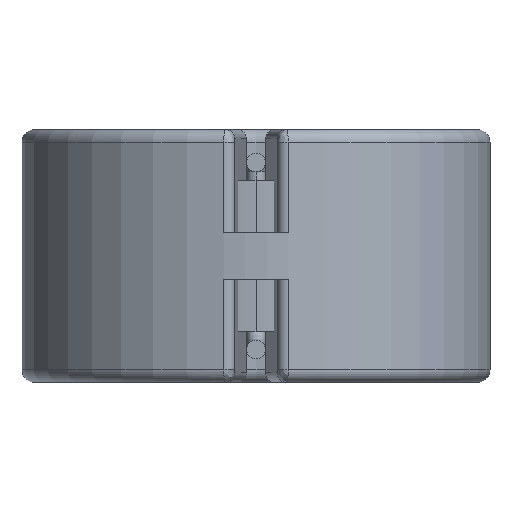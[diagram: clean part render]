
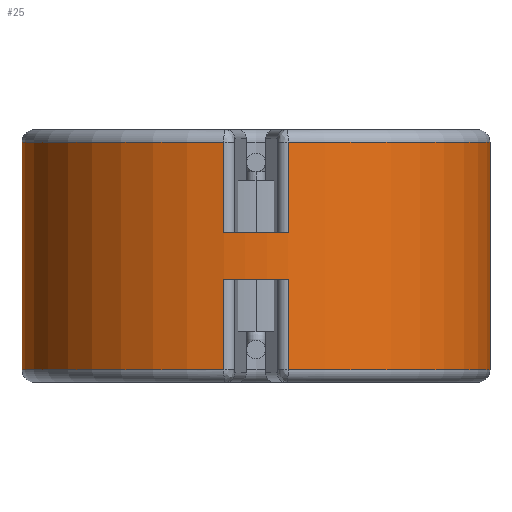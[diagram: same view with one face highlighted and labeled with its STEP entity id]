
A CAD part, front view. The second image highlights one B-rep face of the part: STEP entity #25.
In plain terms, the highlighted cylindrical face has radius 15 mm (diameter 30 mm), a partial arc.
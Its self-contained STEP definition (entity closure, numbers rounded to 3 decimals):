
#22 = DIRECTION ( 'NONE',  ( 0., 0., -1. ) ) ;
#25 = ADVANCED_FACE ( 'NONE', ( #3750 ), #3641, .T. ) ;
#37 = CIRCLE ( 'NONE', #2256, 15. ) ;
#50 = AXIS2_PLACEMENT_3D ( 'NONE', #2986, #22, #3283 ) ;
#69 = DIRECTION ( 'NONE',  ( 0., 0., -1. ) ) ;
#83 = DIRECTION ( 'NONE',  ( -1., 0., 0. ) ) ;
#95 = VERTEX_POINT ( 'NONE', #3361 ) ;
#124 = LINE ( 'NONE', #3876, #1625 ) ;
#140 = VERTEX_POINT ( 'NONE', #1966 ) ;
#141 = CIRCLE ( 'NONE', #3275, 15. ) ;
#240 = ORIENTED_EDGE ( 'NONE', *, *, #2842, .T. ) ;
#251 = DIRECTION ( 'NONE',  ( 0., 0., 1. ) ) ;
#335 = AXIS2_PLACEMENT_3D ( 'NONE', #910, #3232, #1230 ) ;
#341 = CARTESIAN_POINT ( 'NONE',  ( 0., 0., 1.5 ) ) ;
#343 = LINE ( 'NONE', #3682, #1074 ) ;
#568 = VERTEX_POINT ( 'NONE', #3515 ) ;
#620 = VERTEX_POINT ( 'NONE', #1247 ) ;
#638 = DIRECTION ( 'NONE',  ( 0., 0., 1. ) ) ;
#836 = CIRCLE ( 'NONE', #335, 15. ) ;
#892 = DIRECTION ( 'NONE',  ( 0., 0., 1. ) ) ;
#910 = CARTESIAN_POINT ( 'NONE',  ( 0., 0., 7.3 ) ) ;
#915 = VECTOR ( 'NONE', #1468, 1000. ) ;
#1040 = VECTOR ( 'NONE', #2117, 1000. ) ;
#1074 = VECTOR ( 'NONE', #69, 1000. ) ;
#1196 = DIRECTION ( 'NONE',  ( 1., 0., 0. ) ) ;
#1198 = CIRCLE ( 'NONE', #3962, 15. ) ;
#1225 = VERTEX_POINT ( 'NONE', #3062 ) ;
#1230 = DIRECTION ( 'NONE',  ( 1., 0., 0. ) ) ;
#1238 = LINE ( 'NONE', #2336, #3384 ) ;
#1247 = CARTESIAN_POINT ( 'NONE',  ( 2.066, -14.857, 1.5 ) ) ;
#1296 = DIRECTION ( 'NONE',  ( 0., 0., -1. ) ) ;
#1362 = VERTEX_POINT ( 'NONE', #2118 ) ;
#1399 = CARTESIAN_POINT ( 'NONE',  ( 0., 0., -7.3 ) ) ;
#1468 = DIRECTION ( 'NONE',  ( 0., 0., 1. ) ) ;
#1625 = VECTOR ( 'NONE', #4219, 1000. ) ;
#1671 = ORIENTED_EDGE ( 'NONE', *, *, #3937, .T. ) ;
#1794 = ORIENTED_EDGE ( 'NONE', *, *, #4234, .T. ) ;
#1841 = VERTEX_POINT ( 'NONE', #2727 ) ;
#1960 = DIRECTION ( 'NONE',  ( 0., 0., 1. ) ) ;
#1966 = CARTESIAN_POINT ( 'NONE',  ( -2.066, -14.857, 7.3 ) ) ;
#2044 = AXIS2_PLACEMENT_3D ( 'NONE', #2622, #2703, #83 ) ;
#2098 = ORIENTED_EDGE ( 'NONE', *, *, #2384, .F. ) ;
#2117 = DIRECTION ( 'NONE',  ( 0., 0., -1. ) ) ;
#2118 = CARTESIAN_POINT ( 'NONE',  ( 2.066, -14.857, -7.3 ) ) ;
#2120 = EDGE_CURVE ( 'NONE', #568, #620, #1198, .T. ) ;
#2224 = VERTEX_POINT ( 'NONE', #3970 ) ;
#2256 = AXIS2_PLACEMENT_3D ( 'NONE', #3847, #251, #1196 ) ;
#2297 = ORIENTED_EDGE ( 'NONE', *, *, #3152, .T. ) ;
#2306 = AXIS2_PLACEMENT_3D ( 'NONE', #2657, #638, #3333 ) ;
#2319 = ORIENTED_EDGE ( 'NONE', *, *, #4081, .T. ) ;
#2327 = ORIENTED_EDGE ( 'NONE', *, *, #3282, .T. ) ;
#2336 = CARTESIAN_POINT ( 'NONE',  ( -15., 0., 1.5 ) ) ;
#2351 = ORIENTED_EDGE ( 'NONE', *, *, #2120, .F. ) ;
#2353 = ORIENTED_EDGE ( 'NONE', *, *, #3023, .T. ) ;
#2384 = EDGE_CURVE ( 'NONE', #2224, #3857, #2762, .T. ) ;
#2622 = CARTESIAN_POINT ( 'NONE',  ( 0., 0., 1.5 ) ) ;
#2657 = CARTESIAN_POINT ( 'NONE',  ( 0., 0., -1.5 ) ) ;
#2674 = LINE ( 'NONE', #3445, #915 ) ;
#2703 = DIRECTION ( 'NONE',  ( 0., 0., -1. ) ) ;
#2727 = CARTESIAN_POINT ( 'NONE',  ( -2.066, -14.857, -7.3 ) ) ;
#2762 = LINE ( 'NONE', #3760, #1040 ) ;
#2776 = DIRECTION ( 'NONE',  ( 1., 0., 0. ) ) ;
#2802 = CARTESIAN_POINT ( 'NONE',  ( -2.066, -14.857, -1.5 ) ) ;
#2842 = EDGE_CURVE ( 'NONE', #568, #140, #2674, .T. ) ;
#2865 = CARTESIAN_POINT ( 'NONE',  ( 2.066, -14.857, 7.3 ) ) ;
#2868 = VERTEX_POINT ( 'NONE', #2802 ) ;
#2893 = VECTOR ( 'NONE', #892, 1000. ) ;
#2971 = EDGE_CURVE ( 'NONE', #3026, #620, #124, .T. ) ;
#2986 = CARTESIAN_POINT ( 'NONE',  ( 0., 0., 7.3 ) ) ;
#3023 = EDGE_CURVE ( 'NONE', #2224, #3026, #836, .T. ) ;
#3026 = VERTEX_POINT ( 'NONE', #2865 ) ;
#3062 = CARTESIAN_POINT ( 'NONE',  ( 2.066, -14.857, -1.5 ) ) ;
#3082 = EDGE_LOOP ( 'NONE', ( #2098, #2353, #3193, #2351, #240, #2319, #1794, #3861, #2327, #1671, #2297, #4009 ) ) ;
#3152 = EDGE_CURVE ( 'NONE', #1225, #1362, #343, .T. ) ;
#3185 = EDGE_CURVE ( 'NONE', #4023, #1841, #141, .T. ) ;
#3193 = ORIENTED_EDGE ( 'NONE', *, *, #2971, .T. ) ;
#3195 = CARTESIAN_POINT ( 'NONE',  ( -2.066, -14.857, 8.1 ) ) ;
#3217 = CARTESIAN_POINT ( 'NONE',  ( -15., 0., -7.3 ) ) ;
#3232 = DIRECTION ( 'NONE',  ( 0., 0., -1. ) ) ;
#3258 = EDGE_CURVE ( 'NONE', #1362, #3857, #37, .T. ) ;
#3275 = AXIS2_PLACEMENT_3D ( 'NONE', #1399, #3727, #2776 ) ;
#3282 = EDGE_CURVE ( 'NONE', #1841, #2868, #3973, .T. ) ;
#3283 = DIRECTION ( 'NONE',  ( 1., 0., 0. ) ) ;
#3306 = DIRECTION ( 'NONE',  ( 1., 0., 0. ) ) ;
#3333 = DIRECTION ( 'NONE',  ( 1., 0., 0. ) ) ;
#3361 = CARTESIAN_POINT ( 'NONE',  ( -15., 0., 7.3 ) ) ;
#3384 = VECTOR ( 'NONE', #1296, 1000. ) ;
#3445 = CARTESIAN_POINT ( 'NONE',  ( -2.066, -14.857, 8.1 ) ) ;
#3515 = CARTESIAN_POINT ( 'NONE',  ( -2.066, -14.857, 1.5 ) ) ;
#3547 = CARTESIAN_POINT ( 'NONE',  ( 15., 0., -7.3 ) ) ;
#3641 = CYLINDRICAL_SURFACE ( 'NONE', #2044, 15. ) ;
#3682 = CARTESIAN_POINT ( 'NONE',  ( 2.066, -14.857, 8.1 ) ) ;
#3683 = CIRCLE ( 'NONE', #50, 15. ) ;
#3727 = DIRECTION ( 'NONE',  ( 0., 0., 1. ) ) ;
#3750 = FACE_OUTER_BOUND ( 'NONE', #3082, .T. ) ;
#3760 = CARTESIAN_POINT ( 'NONE',  ( 15., 0., 1.5 ) ) ;
#3847 = CARTESIAN_POINT ( 'NONE',  ( 0., 0., -7.3 ) ) ;
#3857 = VERTEX_POINT ( 'NONE', #3547 ) ;
#3861 = ORIENTED_EDGE ( 'NONE', *, *, #3185, .T. ) ;
#3876 = CARTESIAN_POINT ( 'NONE',  ( 2.066, -14.857, 8.1 ) ) ;
#3937 = EDGE_CURVE ( 'NONE', #2868, #1225, #4217, .T. ) ;
#3962 = AXIS2_PLACEMENT_3D ( 'NONE', #341, #1960, #3306 ) ;
#3970 = CARTESIAN_POINT ( 'NONE',  ( 15., 0., 7.3 ) ) ;
#3973 = LINE ( 'NONE', #3195, #2893 ) ;
#4009 = ORIENTED_EDGE ( 'NONE', *, *, #3258, .T. ) ;
#4023 = VERTEX_POINT ( 'NONE', #3217 ) ;
#4081 = EDGE_CURVE ( 'NONE', #140, #95, #3683, .T. ) ;
#4217 = CIRCLE ( 'NONE', #2306, 15. ) ;
#4219 = DIRECTION ( 'NONE',  ( 0., 0., -1. ) ) ;
#4234 = EDGE_CURVE ( 'NONE', #95, #4023, #1238, .T. ) ;
